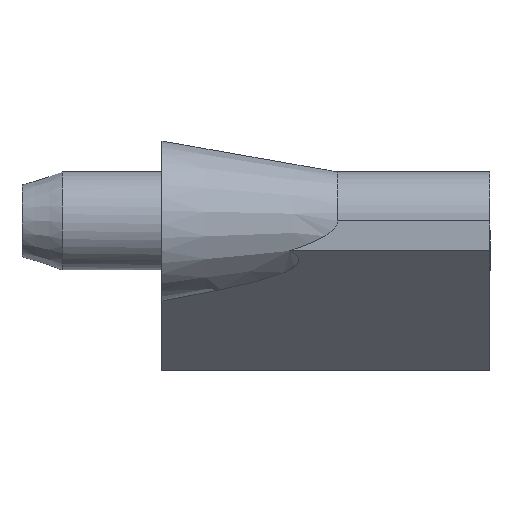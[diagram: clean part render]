
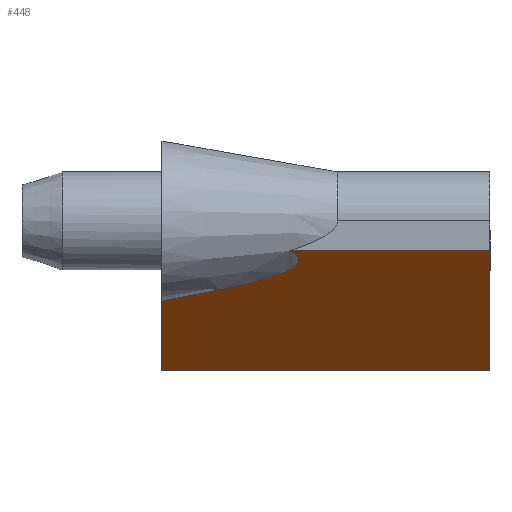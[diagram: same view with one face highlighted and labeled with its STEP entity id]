
A CAD part, left-side view. The second image highlights one B-rep face of the part: STEP entity #448.
In plain terms, the highlighted planar face has unit normal (-0.707, 0, -0.707).
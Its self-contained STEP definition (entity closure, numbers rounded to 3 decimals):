
#17=(
BOUNDED_CURVE()
B_SPLINE_CURVE(2,(#699,#700,#701),.UNSPECIFIED.,.F.,.F.)
B_SPLINE_CURVE_WITH_KNOTS((3,3),(1.836,4.852),
 .UNSPECIFIED.)
CURVE()
GEOMETRIC_REPRESENTATION_ITEM()
RATIONAL_B_SPLINE_CURVE((1.881,2.402,2.255))
REPRESENTATION_ITEM('')
);
#32=PLANE('',#481);
#52=FACE_OUTER_BOUND('',#79,.T.);
#79=EDGE_LOOP('',(#350,#351,#352,#353,#354));
#123=LINE('',#682,#169);
#127=LINE('',#694,#173);
#128=LINE('',#696,#174);
#129=LINE('',#698,#175);
#169=VECTOR('',#547,10.);
#173=VECTOR('',#559,10.);
#174=VECTOR('',#560,10.);
#175=VECTOR('',#561,10.);
#225=VERTEX_POINT('',#679);
#226=VERTEX_POINT('',#681);
#230=VERTEX_POINT('',#693);
#231=VERTEX_POINT('',#695);
#232=VERTEX_POINT('',#697);
#272=EDGE_CURVE('',#226,#225,#123,.T.);
#278=EDGE_CURVE('',#225,#230,#127,.T.);
#279=EDGE_CURVE('',#230,#231,#128,.T.);
#280=EDGE_CURVE('',#231,#232,#129,.T.);
#281=EDGE_CURVE('',#232,#226,#17,.F.);
#350=ORIENTED_EDGE('',*,*,#272,.T.);
#351=ORIENTED_EDGE('',*,*,#278,.T.);
#352=ORIENTED_EDGE('',*,*,#279,.T.);
#353=ORIENTED_EDGE('',*,*,#280,.T.);
#354=ORIENTED_EDGE('',*,*,#281,.T.);
#448=ADVANCED_FACE('',(#52),#32,.T.);
#481=AXIS2_PLACEMENT_3D('',#692,#557,#558);
#547=DIRECTION('',(0.707,0.,-0.707));
#557=DIRECTION('center_axis',(-0.707,0.,-0.707));
#558=DIRECTION('ref_axis',(-0.707,0.,0.707));
#559=DIRECTION('',(0.,-1.,0.));
#560=DIRECTION('',(-0.707,0.,0.707));
#561=DIRECTION('',(0.,1.,0.));
#679=CARTESIAN_POINT('',(6.,16.4,-3.));
#681=CARTESIAN_POINT('',(2.5,16.4,0.5));
#682=CARTESIAN_POINT('',(9.863,16.4,-6.863));
#692=CARTESIAN_POINT('Origin',(3.,12.3,0.));
#693=CARTESIAN_POINT('',(6.,0.,-3.));
#694=CARTESIAN_POINT('',(6.,12.3,-3.));
#695=CARTESIAN_POINT('',(0.,0.,3.));
#696=CARTESIAN_POINT('',(2.25,0.,0.75));
#697=CARTESIAN_POINT('',(0.,10.007,3.));
#698=CARTESIAN_POINT('',(0.,12.3,3.));
#699=CARTESIAN_POINT('Ctrl Pts',(2.5,16.4,0.5));
#700=CARTESIAN_POINT('Ctrl Pts',(1.045,8.047,1.955));
#701=CARTESIAN_POINT('Ctrl Pts',(0.,10.007,
3.));
